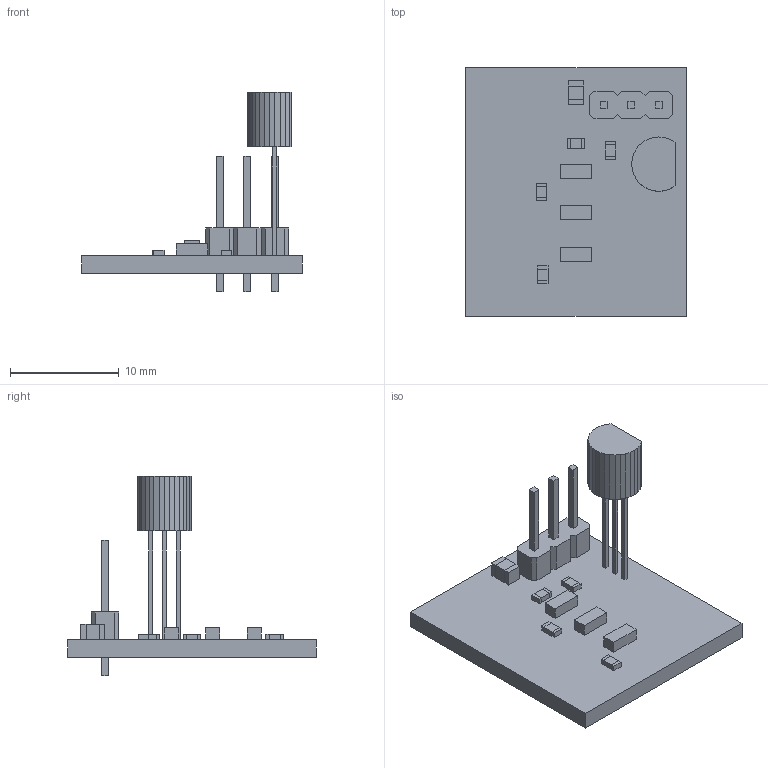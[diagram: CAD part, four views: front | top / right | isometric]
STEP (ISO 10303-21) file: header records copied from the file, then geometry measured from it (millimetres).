
FILE_DESCRIPTION(('Open CASCADE Model'),'2;1');
FILE_NAME('Open CASCADE Shape Model','2018-04-23T22:10:34',('Author'),( 'Open CASCADE'),'Open CASCADE STEP processor 6.5','Open CASCADE 6.5' ,'Unknown');
FILE_SCHEMA(('AUTOMOTIVE_DESIGN { 1 0 10303 214 1 1 1 1 }'));
Length unit declared in the file: millimetre
Products named in the file (31): PCB; Board; C1; 1310474064; Extruded; 1310473040; J1; 825433-3; Q1; 1310461392; Q2; Q3; R1; 1189094912; 1189095296; R2; R3; U1; 1228024672; 1227998688; R4; 1189094528; 1189094656
Assembly tree (43 placements, depth 4):
  PCB
    Board
    C1
      1310474064  x2
        Extruded
      1310473040
        Extruded
    J1
      825433-3
    Q1
      1310461392
        Extruded
    Q2
      1310461392
        Extruded
    Q3
      1310461392
        Extruded
    R1
      1189094912
        Extruded
      1189095296  x2
        Extruded
    R2
      1189094912
        Extruded
      1189095296  x2
        Extruded
    R3
      1189094912
        Extruded
      1189095296  x2
        Extruded
    U1
      1228024672
        Extruded
      1227998688  x3
        Extruded
    R4
      1189094528
        Extruded
      1189094656  x2
        Extruded
Bounding box: 20.32 x 22.86 x 18.3 mm (x, y, z)
Volume: 931.3 mm3; surface area: 1496.5 mm2
Topology: 24 solids, 24 shells, 215 faces, 483 edges, 322 vertices
Faces by surface type: plane 215
Entity records: 9246 total; most frequent: CARTESIAN_POINT 1380, DIRECTION 1343, LINE 981, VECTOR 981, ORIENTED_EDGE 654, PCURVE 654, DEFINITIONAL_REPRESENTATION 654, EDGE_CURVE 327
